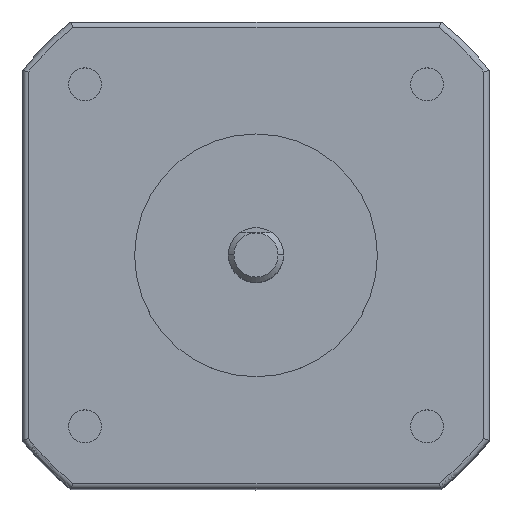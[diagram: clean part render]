
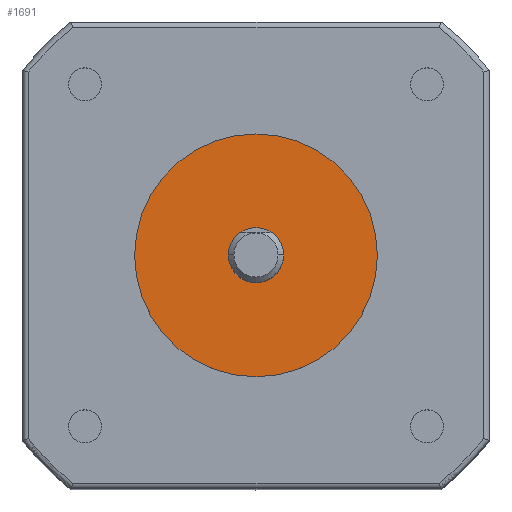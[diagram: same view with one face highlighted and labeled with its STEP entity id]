
A CAD part, top view. The second image highlights one B-rep face of the part: STEP entity #1691.
In plain terms, the highlighted planar face has unit normal (0, 0, 1).
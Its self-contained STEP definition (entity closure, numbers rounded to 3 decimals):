
#63 = CARTESIAN_POINT ( 'NONE',  ( 0., 0., 50.3 ) ) ;
#86 = DIRECTION ( 'NONE',  ( 1., 0., 0. ) ) ;
#87 = DIRECTION ( 'NONE',  ( 0., 0., -1. ) ) ;
#88 = CARTESIAN_POINT ( 'NONE',  ( 0., 0., 50.3 ) ) ;
#89 = DIRECTION ( 'NONE',  ( 1., 0., 0. ) ) ;
#90 = DIRECTION ( 'NONE',  ( 0., 0., 1. ) ) ;
#91 = CARTESIAN_POINT ( 'NONE',  ( 0., 0., 50.3 ) ) ;
#97 = DIRECTION ( 'NONE',  ( 1., 0., 0. ) ) ;
#98 = DIRECTION ( 'NONE',  ( 0., 0., 1. ) ) ;
#99 = CARTESIAN_POINT ( 'NONE',  ( 0., 0., 50.3 ) ) ;
#108 = DIRECTION ( 'NONE',  ( 0., 0., -1. ) ) ;
#601 = DIRECTION ( 'NONE',  ( 1., 0., 0. ) ) ;
#780 = AXIS2_PLACEMENT_3D ( 'NONE', #63, #108, #601 ) ;
#783 = CIRCLE ( 'NONE', #834, 2.5 ) ;
#786 = CIRCLE ( 'NONE', #780, 2.5 ) ;
#803 = AXIS2_PLACEMENT_3D ( 'NONE', #99, #98, #97 ) ;
#824 = CIRCLE ( 'NONE', #845, 11. ) ;
#829 = CIRCLE ( 'NONE', #803, 11. ) ;
#834 = AXIS2_PLACEMENT_3D ( 'NONE', #88, #87, #86 ) ;
#845 = AXIS2_PLACEMENT_3D ( 'NONE', #91, #90, #89 ) ;
#972 = PLANE ( 'NONE',  #1573 ) ;
#1001 = DIRECTION ( 'NONE',  ( 0., 0., 1. ) ) ;
#1002 = DIRECTION ( 'NONE',  ( 1., 0., 0. ) ) ;
#1003 = CARTESIAN_POINT ( 'NONE',  ( 0., 0., 50.3 ) ) ;
#1020 = CARTESIAN_POINT ( 'NONE',  ( -11., 0., 50.3 ) ) ;
#1025 = CARTESIAN_POINT ( 'NONE',  ( 11., 0., 50.3 ) ) ;
#1027 = CARTESIAN_POINT ( 'NONE',  ( -2.5, 0., 50.3 ) ) ;
#1028 = CARTESIAN_POINT ( 'NONE',  ( 2.5, 0., 50.3 ) ) ;
#1132 = FACE_BOUND ( 'NONE', #1438, .T. ) ;
#1133 = FACE_OUTER_BOUND ( 'NONE', #1454, .T. ) ;
#1202 = VERTEX_POINT ( 'NONE', #1028 ) ;
#1203 = VERTEX_POINT ( 'NONE', #1027 ) ;
#1207 = VERTEX_POINT ( 'NONE', #1025 ) ;
#1208 = VERTEX_POINT ( 'NONE', #1020 ) ;
#1350 = ORIENTED_EDGE ( 'NONE', *, *, #1765, .T. ) ;
#1351 = ORIENTED_EDGE ( 'NONE', *, *, #1750, .T. ) ;
#1353 = ORIENTED_EDGE ( 'NONE', *, *, #1762, .T. ) ;
#1354 = ORIENTED_EDGE ( 'NONE', *, *, #1766, .T. ) ;
#1438 = EDGE_LOOP ( 'NONE', ( #1351, #1354 ) ) ;
#1454 = EDGE_LOOP ( 'NONE', ( #1350, #1353 ) ) ;
#1573 = AXIS2_PLACEMENT_3D ( 'NONE', #1003, #1001, #1002 ) ;
#1691 = ADVANCED_FACE ( 'NONE', ( #1133, #1132 ), #972, .T. ) ;
#1750 = EDGE_CURVE ( 'NONE', #1203, #1202, #786, .T. ) ;
#1762 = EDGE_CURVE ( 'NONE', #1207, #1208, #829, .T. ) ;
#1765 = EDGE_CURVE ( 'NONE', #1208, #1207, #824, .T. ) ;
#1766 = EDGE_CURVE ( 'NONE', #1202, #1203, #783, .T. ) ;
